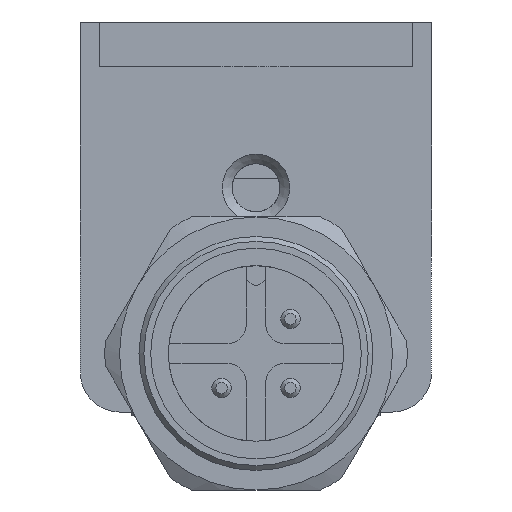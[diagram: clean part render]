
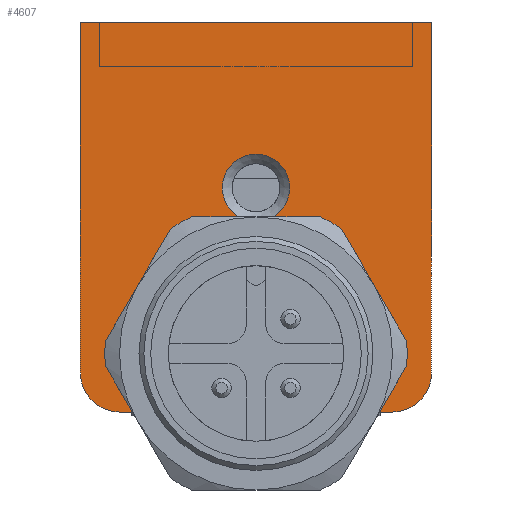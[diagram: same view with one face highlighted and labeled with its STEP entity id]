
A CAD part, left-side view. The second image highlights one B-rep face of the part: STEP entity #4607.
In plain terms, the highlighted planar face has unit normal (-1, 0, 0).
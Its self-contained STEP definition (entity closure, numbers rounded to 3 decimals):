
#303=LINE('',#7542,#667);
#304=LINE('',#7544,#668);
#305=LINE('',#7546,#669);
#306=LINE('',#7550,#670);
#307=LINE('',#7552,#671);
#308=LINE('',#7554,#672);
#309=LINE('',#7557,#673);
#667=VECTOR('',#6198,3.);
#668=VECTOR('',#6199,3.);
#669=VECTOR('',#6200,5.5);
#670=VECTOR('',#6203,18.);
#671=VECTOR('',#6204,18.);
#672=VECTOR('',#6205,18.);
#673=VECTOR('',#6208,5.5);
#1218=PLANE('',#5071);
#1361=FACE_BOUND('',#1981,.T.);
#1608=FACE_OUTER_BOUND('',#1980,.T.);
#1980=EDGE_LOOP('',(#4075,#4076,#4077,#4078,#4079,#4080,#4081,#4082,#4083,
#4084));
#1981=EDGE_LOOP('',(#4085));
#2211=CIRCLE('',#5013,1.5);
#2221=CIRCLE('',#5070,1.73);
#2222=CIRCLE('',#5072,2.);
#2223=CIRCLE('',#5073,2.);
#2490=VERTEX_POINT('',#7313);
#2491=VERTEX_POINT('',#7315);
#2560=VERTEX_POINT('',#7538);
#2561=VERTEX_POINT('',#7541);
#2562=VERTEX_POINT('',#7543);
#2563=VERTEX_POINT('',#7545);
#2564=VERTEX_POINT('',#7547);
#2565=VERTEX_POINT('',#7549);
#2566=VERTEX_POINT('',#7551);
#2567=VERTEX_POINT('',#7553);
#2568=VERTEX_POINT('',#7555);
#2979=EDGE_CURVE('',#2490,#2491,#2211,.T.);
#3085=EDGE_CURVE('',#2560,#2560,#2221,.T.);
#3086=EDGE_CURVE('',#2561,#2490,#303,.T.);
#3087=EDGE_CURVE('',#2491,#2562,#304,.T.);
#3088=EDGE_CURVE('',#2563,#2562,#305,.T.);
#3089=EDGE_CURVE('',#2564,#2563,#2222,.T.);
#3090=EDGE_CURVE('',#2565,#2564,#306,.T.);
#3091=EDGE_CURVE('',#2566,#2565,#307,.T.);
#3092=EDGE_CURVE('',#2567,#2566,#308,.T.);
#3093=EDGE_CURVE('',#2568,#2567,#2223,.T.);
#3094=EDGE_CURVE('',#2561,#2568,#309,.T.);
#4075=ORIENTED_EDGE('',*,*,#3086,.T.);
#4076=ORIENTED_EDGE('',*,*,#2979,.T.);
#4077=ORIENTED_EDGE('',*,*,#3087,.T.);
#4078=ORIENTED_EDGE('',*,*,#3088,.F.);
#4079=ORIENTED_EDGE('',*,*,#3089,.F.);
#4080=ORIENTED_EDGE('',*,*,#3090,.F.);
#4081=ORIENTED_EDGE('',*,*,#3091,.F.);
#4082=ORIENTED_EDGE('',*,*,#3092,.F.);
#4083=ORIENTED_EDGE('',*,*,#3093,.F.);
#4084=ORIENTED_EDGE('',*,*,#3094,.F.);
#4085=ORIENTED_EDGE('',*,*,#3085,.F.);
#4607=ADVANCED_FACE('',(#1608,#1361),#1218,.F.);
#5013=AXIS2_PLACEMENT_3D('',#7317,#5984,#5985);
#5070=AXIS2_PLACEMENT_3D('',#7539,#6194,#6195);
#5071=AXIS2_PLACEMENT_3D('',#7540,#6196,#6197);
#5072=AXIS2_PLACEMENT_3D('',#7548,#6201,#6202);
#5073=AXIS2_PLACEMENT_3D('',#7556,#6206,#6207);
#5984=DIRECTION('center_axis',(1.,0.,0.));
#5985=DIRECTION('ref_axis',(0.,-1.,0.));
#6194=DIRECTION('center_axis',(-1.,0.,0.));
#6195=DIRECTION('ref_axis',(0.,1.,0.));
#6196=DIRECTION('center_axis',(1.,0.,0.));
#6197=DIRECTION('ref_axis',(0.,1.,0.));
#6198=DIRECTION('',(0.,0.,1.));
#6199=DIRECTION('',(0.,0.,-1.));
#6200=DIRECTION('',(0.,1.,0.));
#6201=DIRECTION('center_axis',(1.,0.,0.));
#6202=DIRECTION('ref_axis',(0.,-0.707,-0.707));
#6203=DIRECTION('',(0.,0.,-1.));
#6204=DIRECTION('',(0.,-1.,0.));
#6205=DIRECTION('',(0.,0.,1.));
#6206=DIRECTION('center_axis',(1.,0.,0.));
#6207=DIRECTION('ref_axis',(0.,0.707,-0.707));
#6208=DIRECTION('',(0.,1.,0.));
#7313=CARTESIAN_POINT('',(-1.,8.5,3.));
#7315=CARTESIAN_POINT('',(-1.,5.5,3.));
#7317=CARTESIAN_POINT('Origin',(-1.,7.,3.));
#7538=CARTESIAN_POINT('',(-1.,5.27,11.5));
#7539=CARTESIAN_POINT('Origin',(-1.,7.,11.5));
#7540=CARTESIAN_POINT('Origin',(-1.,7.,10.));
#7541=CARTESIAN_POINT('',(-1.,8.5,0.));
#7542=CARTESIAN_POINT('',(-1.,8.5,0.));
#7543=CARTESIAN_POINT('',(-1.,5.5,0.));
#7544=CARTESIAN_POINT('',(-1.,5.5,3.));
#7545=CARTESIAN_POINT('',(-1.,0.,0.));
#7546=CARTESIAN_POINT('',(-1.,0.,0.));
#7547=CARTESIAN_POINT('',(-1.,-2.,2.));
#7548=CARTESIAN_POINT('Origin',(-1.,0.,2.));
#7549=CARTESIAN_POINT('',(-1.,-2.,20.));
#7550=CARTESIAN_POINT('',(-1.,-2.,20.));
#7551=CARTESIAN_POINT('',(-1.,16.,20.));
#7552=CARTESIAN_POINT('',(-1.,16.,20.));
#7553=CARTESIAN_POINT('',(-1.,16.,2.));
#7554=CARTESIAN_POINT('',(-1.,16.,2.));
#7555=CARTESIAN_POINT('',(-1.,14.,0.));
#7556=CARTESIAN_POINT('Origin',(-1.,14.,2.));
#7557=CARTESIAN_POINT('',(-1.,8.5,0.));
